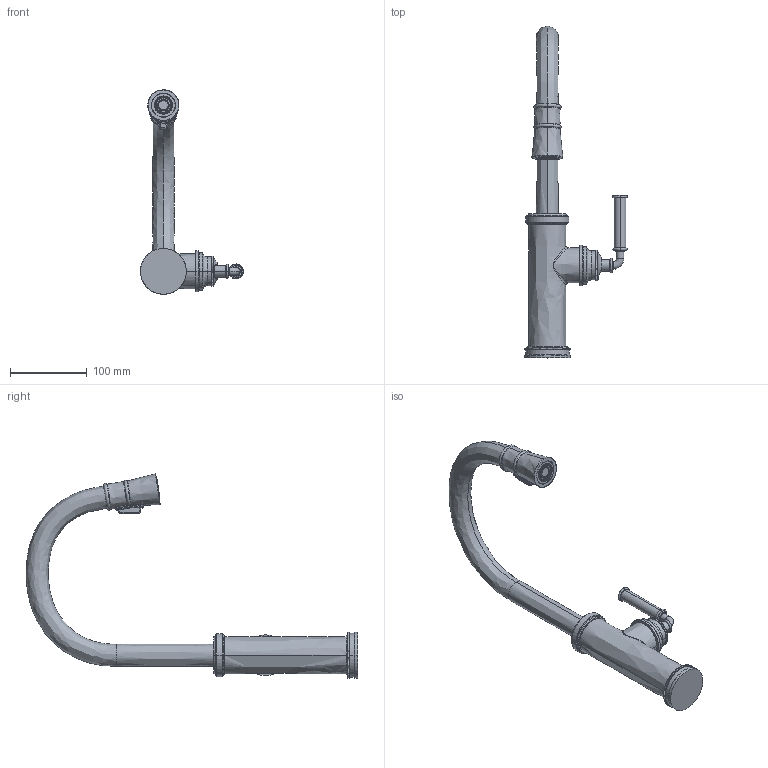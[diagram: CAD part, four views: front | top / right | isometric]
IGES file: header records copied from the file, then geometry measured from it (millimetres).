
Start section:  PTC IGES file: 2940-5103.igs
Global section: file name: 2940-5103.igs; native system: Creo Parametric by PTC Inc.; preprocessor: 2018400; author: jinson.thomas; organization: Unknown; date: 20210408.120310; units: inch
Bounding box: 134.28 x 432.86 x 266.59 mm (x, y, z)
Volume: 815804.3 mm3; surface area: 100427.8 mm2
Topology: 1 solids, 1 shells, 995 faces, 2668 edges, 1725 vertices
Faces by surface type: bspline 547, revolution 448
